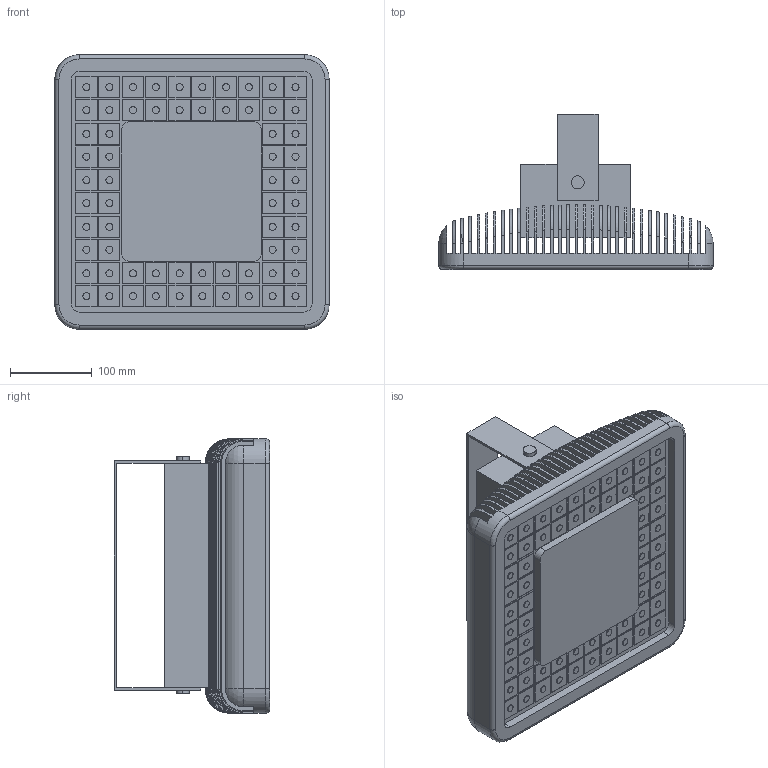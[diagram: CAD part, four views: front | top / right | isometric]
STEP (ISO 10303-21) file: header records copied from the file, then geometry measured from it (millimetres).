
FILE_DESCRIPTION (( 'STEP AP214' ), '1' );
FILE_NAME ('INSEL LB_S LED 70 D120 Ex 5000K.STEP', '2018-07-10T19:57:32', ( '' ), ( '' ), 'SwSTEP 2.0', 'SolidWorks 2013', '' );
FILE_SCHEMA (( 'AUTOMOTIVE_DESIGN' ));
Length unit declared in the file: millimetre
Products named in the file (1): INSEL LB_S LED 70 D120 Ex 5000K
Bounding box: 336 x 190 x 336 mm (x, y, z)
Volume: 6414494.7 mm3; surface area: 1280371.1 mm2
Topology: 1 solids, 1 shells, 787 faces, 2021 edges, 1342 vertices
Faces by surface type: plane 526, cylinder 187, torus 62, sphere 12
Entity records: 32947 total; most frequent: CARTESIAN_POINT 7764, ORIENTED_EDGE 4042, DIRECTION 3970, EDGE_CURVE 2021, VECTOR 1416, LINE 1416, VERTEX_POINT 1342, AXIS2_PLACEMENT_3D 1277
